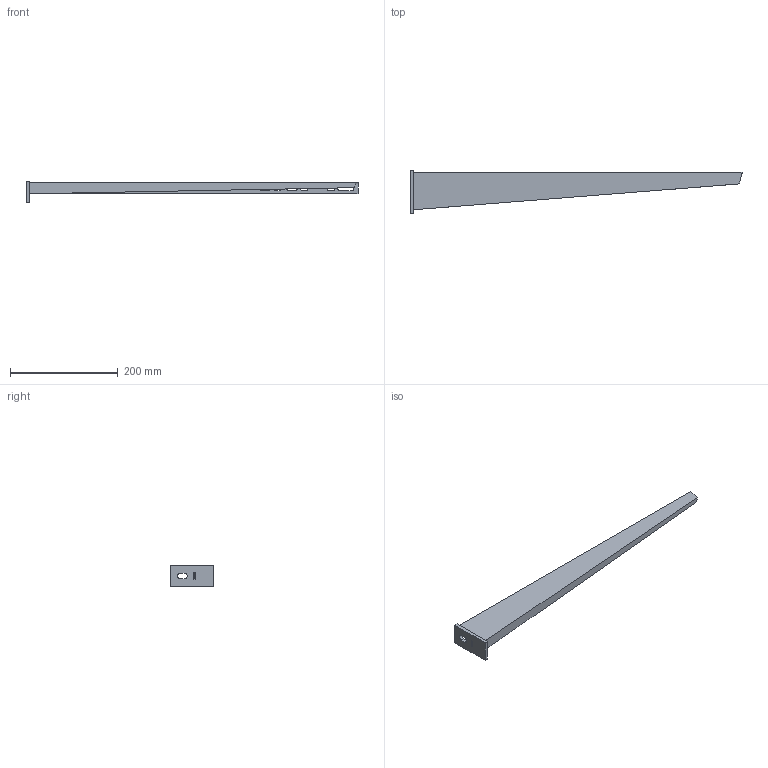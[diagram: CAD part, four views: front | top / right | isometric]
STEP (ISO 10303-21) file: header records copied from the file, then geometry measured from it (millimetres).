
FILE_DESCRIPTION (( 'STEP AP214' ), '1' );
FILE_NAME ('6421292.stp', '2020-09-21T13:31:47', ( '' ), ( '' ), 'SwSTEP 2.0', 'SolidWorks 2020', '' );
FILE_SCHEMA (( 'AUTOMOTIVE_DESIGN' ));
Length unit declared in the file: millimetre
Products named in the file (3): KTS 04.020-031_80x40x6; 6421292; KTS 04.019-061_Standard
Assembly tree (2 placements, depth 2):
  6421292
    KTS 04.020-031_80x40x6
    KTS 04.019-061_Standard
Bounding box: 616 x 80 x 40 mm (x, y, z)
Volume: 107932.8 mm3; surface area: 101569.7 mm2
Topology: 2 solids, 2 shells, 185 faces, 527 edges, 352 vertices
Faces by surface type: plane 127, cylinder 44, bspline 14
Entity records: 6395 total; most frequent: CARTESIAN_POINT 1433, ORIENTED_EDGE 1054, DIRECTION 926, EDGE_CURVE 527, LINE 398, VECTOR 398, VERTEX_POINT 352, AXIS2_PLACEMENT_3D 264
